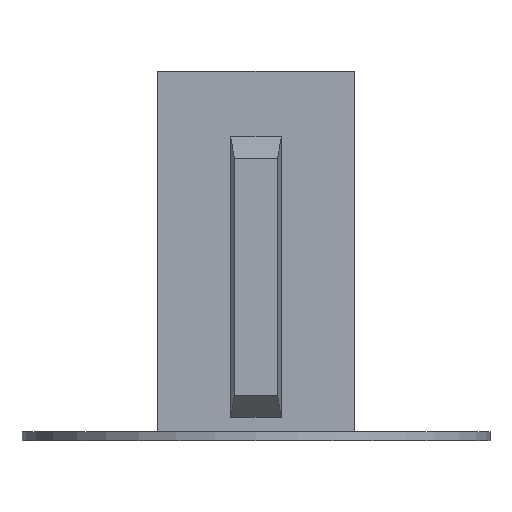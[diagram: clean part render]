
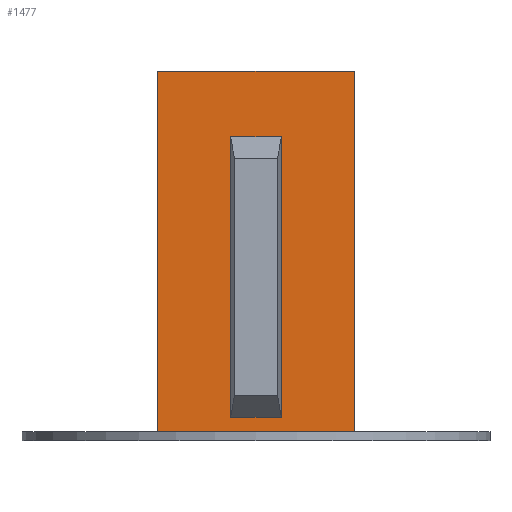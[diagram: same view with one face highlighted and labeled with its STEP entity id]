
A CAD part, front view. The second image highlights one B-rep face of the part: STEP entity #1477.
In plain terms, the highlighted planar face has unit normal (0, -1, 0).
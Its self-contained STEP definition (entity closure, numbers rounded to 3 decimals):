
#16 = DIRECTION ( 'NONE',  ( 1., 0., 0. ) ) ;
#19 = CARTESIAN_POINT ( 'NONE',  ( 1.5, -5.59, 15. ) ) ;
#25 = ORIENTED_EDGE ( 'NONE', *, *, #175, .F. ) ;
#28 = VERTEX_POINT ( 'NONE', #169 ) ;
#43 = DIRECTION ( 'NONE',  ( -1., 0., 0. ) ) ;
#64 = LINE ( 'NONE', #1699, #2159 ) ;
#110 = CARTESIAN_POINT ( 'NONE',  ( 1.5, -5.59, 0. ) ) ;
#127 = CARTESIAN_POINT ( 'NONE',  ( -1.35, -5.59, 15. ) ) ;
#168 = VECTOR ( 'NONE', #607, 1000. ) ;
#169 = CARTESIAN_POINT ( 'NONE',  ( 1.35, -5.59, 15. ) ) ;
#175 = EDGE_CURVE ( 'NONE', #1785, #1893, #416, .T. ) ;
#185 = VECTOR ( 'NONE', #1176, 1000. ) ;
#188 = EDGE_CURVE ( 'NONE', #1128, #28, #64, .T. ) ;
#192 = DIRECTION ( 'NONE',  ( 0., 1., 0. ) ) ;
#230 = CARTESIAN_POINT ( 'NONE',  ( -1.35, -5.59, 0. ) ) ;
#240 = VERTEX_POINT ( 'NONE', #476 ) ;
#268 = FACE_BOUND ( 'NONE', #1605, .T. ) ;
#315 = EDGE_CURVE ( 'NONE', #240, #1657, #534, .T. ) ;
#374 = CARTESIAN_POINT ( 'NONE',  ( 1.5, -5.59, -0.757 ) ) ;
#399 = DIRECTION ( 'NONE',  ( -1., 0., 0. ) ) ;
#416 = LINE ( 'NONE', #127, #1388 ) ;
#476 = CARTESIAN_POINT ( 'NONE',  ( -0.5, -5.59, -0.757 ) ) ;
#495 = ORIENTED_EDGE ( 'NONE', *, *, #1843, .F. ) ;
#529 = ORIENTED_EDGE ( 'NONE', *, *, #188, .F. ) ;
#534 = LINE ( 'NONE', #1939, #780 ) ;
#540 = EDGE_CURVE ( 'NONE', #28, #1785, #1860, .T. ) ;
#558 = ORIENTED_EDGE ( 'NONE', *, *, #315, .F. ) ;
#607 = DIRECTION ( 'NONE',  ( -1., 0., 0. ) ) ;
#624 = VECTOR ( 'NONE', #43, 1000. ) ;
#665 = LINE ( 'NONE', #110, #873 ) ;
#682 = VECTOR ( 'NONE', #16, 1000. ) ;
#695 = CARTESIAN_POINT ( 'NONE',  ( 0., -5.59, -1.257 ) ) ;
#728 = ORIENTED_EDGE ( 'NONE', *, *, #2139, .F. ) ;
#754 = VECTOR ( 'NONE', #1321, 1000. ) ;
#780 = VECTOR ( 'NONE', #1226, 1000. ) ;
#791 = LINE ( 'NONE', #1235, #682 ) ;
#805 = CARTESIAN_POINT ( 'NONE',  ( -0.5, -5.59, -1.257 ) ) ;
#814 = VERTEX_POINT ( 'NONE', #2220 ) ;
#850 = VERTEX_POINT ( 'NONE', #1006 ) ;
#873 = VECTOR ( 'NONE', #2034, 1000. ) ;
#924 = CARTESIAN_POINT ( 'NONE',  ( 0., -5.59, -1.257 ) ) ;
#930 = AXIS2_PLACEMENT_3D ( 'NONE', #19, #192, #399 ) ;
#1006 = CARTESIAN_POINT ( 'NONE',  ( 0.5, -5.59, -0.757 ) ) ;
#1058 = VERTEX_POINT ( 'NONE', #1175 ) ;
#1060 = LINE ( 'NONE', #695, #1329 ) ;
#1113 = EDGE_CURVE ( 'NONE', #814, #1889, #2090, .T. ) ;
#1128 = VERTEX_POINT ( 'NONE', #2050 ) ;
#1161 = CARTESIAN_POINT ( 'NONE',  ( 5.25, -5.59, 18.5 ) ) ;
#1175 = CARTESIAN_POINT ( 'NONE',  ( 0.5, -5.59, -1.257 ) ) ;
#1176 = DIRECTION ( 'NONE',  ( 0., 0., 1. ) ) ;
#1226 = DIRECTION ( 'NONE',  ( 0., 0., -1. ) ) ;
#1235 = CARTESIAN_POINT ( 'NONE',  ( 0., -5.59, 18.5 ) ) ;
#1240 = ORIENTED_EDGE ( 'NONE', *, *, #1491, .T. ) ;
#1246 = ORIENTED_EDGE ( 'NONE', *, *, #1113, .T. ) ;
#1262 = VERTEX_POINT ( 'NONE', #1161 ) ;
#1287 = EDGE_CURVE ( 'NONE', #850, #240, #2094, .T. ) ;
#1321 = DIRECTION ( 'NONE',  ( -1., 0., 0. ) ) ;
#1324 = CARTESIAN_POINT ( 'NONE',  ( 5.25, -5.59, 15. ) ) ;
#1329 = VECTOR ( 'NONE', #1490, 1000. ) ;
#1388 = VECTOR ( 'NONE', #2233, 1000. ) ;
#1391 = ORIENTED_EDGE ( 'NONE', *, *, #1661, .F. ) ;
#1409 = ORIENTED_EDGE ( 'NONE', *, *, #1613, .T. ) ;
#1477 = ADVANCED_FACE ( 'NONE', ( #2235, #268 ), #2098, .F. ) ;
#1490 = DIRECTION ( 'NONE',  ( -1., 0., 0. ) ) ;
#1491 = EDGE_CURVE ( 'NONE', #850, #1058, #2075, .T. ) ;
#1536 = LINE ( 'NONE', #924, #168 ) ;
#1553 = VECTOR ( 'NONE', #1898, 1000. ) ;
#1605 = EDGE_LOOP ( 'NONE', ( #1777, #529, #1728, #25 ) ) ;
#1613 = EDGE_CURVE ( 'NONE', #2037, #1262, #2203, .T. ) ;
#1634 = CARTESIAN_POINT ( 'NONE',  ( 5.25, -5.59, -1.257 ) ) ;
#1657 = VERTEX_POINT ( 'NONE', #805 ) ;
#1661 = EDGE_CURVE ( 'NONE', #1657, #1889, #1060, .T. ) ;
#1695 = ORIENTED_EDGE ( 'NONE', *, *, #1287, .F. ) ;
#1699 = CARTESIAN_POINT ( 'NONE',  ( 1.35, -5.59, 15. ) ) ;
#1728 = ORIENTED_EDGE ( 'NONE', *, *, #2262, .F. ) ;
#1777 = ORIENTED_EDGE ( 'NONE', *, *, #540, .F. ) ;
#1778 = CARTESIAN_POINT ( 'NONE',  ( 0.5, -5.59, -0.757 ) ) ;
#1785 = VERTEX_POINT ( 'NONE', #1831 ) ;
#1823 = VECTOR ( 'NONE', #2136, 1000. ) ;
#1831 = CARTESIAN_POINT ( 'NONE',  ( -1.35, -5.59, 15. ) ) ;
#1843 = EDGE_CURVE ( 'NONE', #814, #1262, #791, .T. ) ;
#1860 = LINE ( 'NONE', #1973, #624 ) ;
#1889 = VERTEX_POINT ( 'NONE', #2130 ) ;
#1893 = VERTEX_POINT ( 'NONE', #230 ) ;
#1898 = DIRECTION ( 'NONE',  ( 0., 0., -1. ) ) ;
#1939 = CARTESIAN_POINT ( 'NONE',  ( -0.5, -5.59, 15. ) ) ;
#1973 = CARTESIAN_POINT ( 'NONE',  ( 1.5, -5.59, 15. ) ) ;
#2034 = DIRECTION ( 'NONE',  ( 1., 0., 0. ) ) ;
#2037 = VERTEX_POINT ( 'NONE', #1634 ) ;
#2050 = CARTESIAN_POINT ( 'NONE',  ( 1.35, -5.59, 0. ) ) ;
#2056 = DIRECTION ( 'NONE',  ( 0., 0., 1. ) ) ;
#2075 = LINE ( 'NONE', #1778, #1823 ) ;
#2090 = LINE ( 'NONE', #2244, #1553 ) ;
#2094 = LINE ( 'NONE', #374, #754 ) ;
#2098 = PLANE ( 'NONE',  #930 ) ;
#2130 = CARTESIAN_POINT ( 'NONE',  ( -5.25, -5.59, -1.257 ) ) ;
#2136 = DIRECTION ( 'NONE',  ( 0., 0., -1. ) ) ;
#2139 = EDGE_CURVE ( 'NONE', #2037, #1058, #1536, .T. ) ;
#2159 = VECTOR ( 'NONE', #2056, 1000. ) ;
#2203 = LINE ( 'NONE', #1324, #185 ) ;
#2220 = CARTESIAN_POINT ( 'NONE',  ( -5.25, -5.59, 18.5 ) ) ;
#2233 = DIRECTION ( 'NONE',  ( 0., 0., -1. ) ) ;
#2235 = FACE_OUTER_BOUND ( 'NONE', #2249, .T. ) ;
#2244 = CARTESIAN_POINT ( 'NONE',  ( -5.25, -5.59, 15. ) ) ;
#2249 = EDGE_LOOP ( 'NONE', ( #1695, #1240, #728, #1409, #495, #1246, #1391, #558 ) ) ;
#2262 = EDGE_CURVE ( 'NONE', #1893, #1128, #665, .T. ) ;
